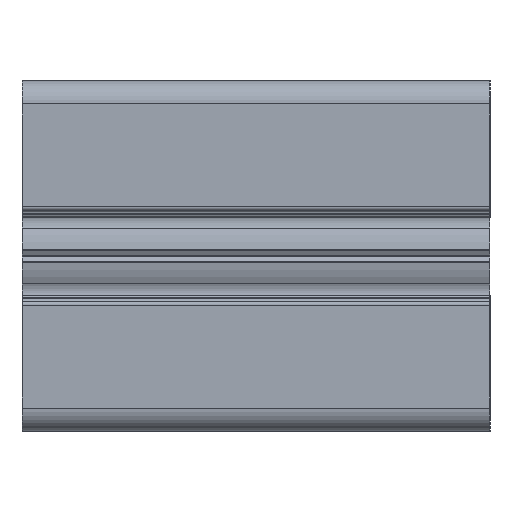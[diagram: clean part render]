
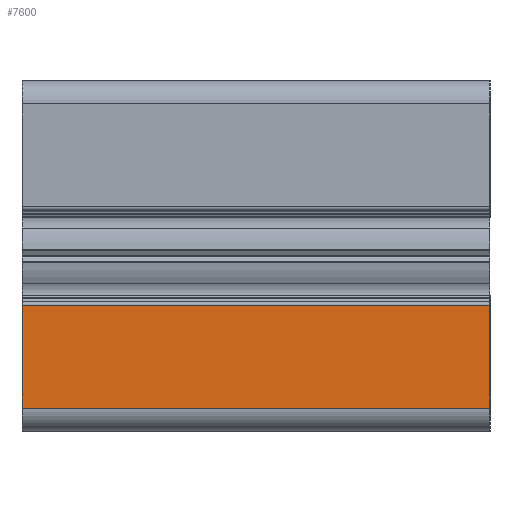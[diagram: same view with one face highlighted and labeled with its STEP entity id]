
A CAD part, left-side view. The second image highlights one B-rep face of the part: STEP entity #7600.
In plain terms, the highlighted planar face has unit normal (-1, 0, 0).
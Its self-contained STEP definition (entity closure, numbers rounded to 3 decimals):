
#424=FACE_OUTER_BOUND('',#825,.T.);
#825=EDGE_LOOP('',(#5971,#5972,#5973,#5974));
#1071=LINE('',#11175,#1791);
#1465=LINE('',#12577,#2185);
#1466=LINE('',#12581,#2186);
#1467=LINE('',#12582,#2187);
#1791=VECTOR('',#8741,10.);
#2185=VECTOR('',#10081,1000.);
#2186=VECTOR('',#10086,1000.);
#2187=VECTOR('',#10087,1000.);
#2984=VERTEX_POINT('',#11172);
#2985=VERTEX_POINT('',#11174);
#3520=VERTEX_POINT('',#12576);
#3521=VERTEX_POINT('',#12580);
#3768=EDGE_CURVE('',#2985,#2984,#1071,.T.);
#4469=EDGE_CURVE('',#2985,#3520,#1465,.T.);
#4471=EDGE_CURVE('',#2984,#3521,#1466,.T.);
#4472=EDGE_CURVE('',#3521,#3520,#1467,.T.);
#5971=ORIENTED_EDGE('',*,*,#3768,.T.);
#5972=ORIENTED_EDGE('',*,*,#4471,.T.);
#5973=ORIENTED_EDGE('',*,*,#4472,.T.);
#5974=ORIENTED_EDGE('',*,*,#4469,.F.);
#7337=PLANE('',#8333);
#7600=ADVANCED_FACE('',(#424),#7337,.F.);
#8333=AXIS2_PLACEMENT_3D('',#12579,#10084,#10085);
#8741=DIRECTION('',(0.,0.,1.));
#10081=DIRECTION('',(0.,1.,0.));
#10084=DIRECTION('center_axis',(1.,0.,0.));
#10085=DIRECTION('ref_axis',(0.,0.,
1.));
#10086=DIRECTION('',(0.,1.,0.));
#10087=DIRECTION('',(0.,0.,-1.));
#11172=CARTESIAN_POINT('',(-90.,-82.5,-28.8));
#11174=CARTESIAN_POINT('',(-90.,-82.5,-42.));
#11175=CARTESIAN_POINT('',(-90.,-82.5,-29.6));
#12576=CARTESIAN_POINT('',(-90.,-22.5,-42.));
#12577=CARTESIAN_POINT('',(-90.,-6022.5,-42.));
#12579=CARTESIAN_POINT('Origin',(-90.,-6022.5,-42.));
#12580=CARTESIAN_POINT('',(-90.,-22.5,-28.8));
#12581=CARTESIAN_POINT('',(-90.,-6022.5,-28.8));
#12582=CARTESIAN_POINT('',(-90.,-22.5,-42.));
